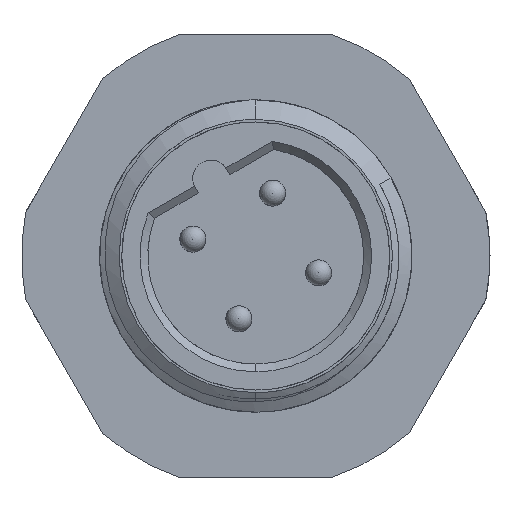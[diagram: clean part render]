
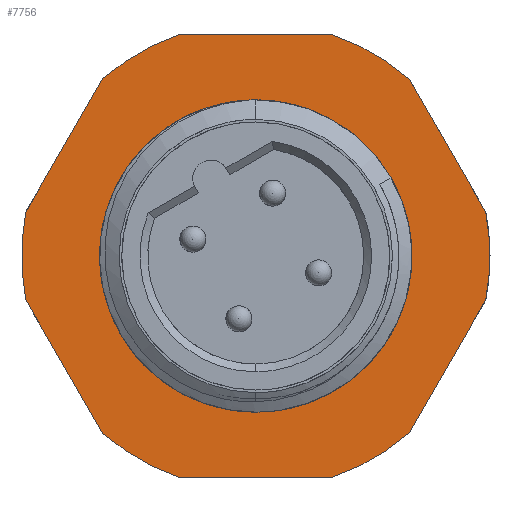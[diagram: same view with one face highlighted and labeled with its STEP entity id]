
A CAD part, front view. The second image highlights one B-rep face of the part: STEP entity #7756.
In plain terms, the highlighted planar face has unit normal (0, -1, 0).
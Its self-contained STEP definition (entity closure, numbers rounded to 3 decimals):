
#13 = ORIENTED_EDGE ( 'NONE', *, *, #10733, .T. ) ;
#279 = DIRECTION ( 'NONE',  ( 0.5, 0., -0.866 ) ) ;
#596 = DIRECTION ( 'NONE',  ( 0., -1., 0. ) ) ;
#601 = CARTESIAN_POINT ( 'NONE',  ( -2.958, 0., -17. ) ) ;
#657 = LINE ( 'NONE', #13878, #2994 ) ;
#697 = ORIENTED_EDGE ( 'NONE', *, *, #9664, .T. ) ;
#698 = CARTESIAN_POINT ( 'NONE',  ( 0., 0., -8.5 ) ) ;
#1006 = CARTESIAN_POINT ( 'NONE',  ( 0., 0., -8.5 ) ) ;
#1045 = CARTESIAN_POINT ( 'NONE',  ( 0., 0., -8.5 ) ) ;
#1176 = AXIS2_PLACEMENT_3D ( 'NONE', #1235, #1306, #13088 ) ;
#1235 = CARTESIAN_POINT ( 'NONE',  ( 0., 0., -8.5 ) ) ;
#1306 = DIRECTION ( 'NONE',  ( 0., 1., 0. ) ) ;
#1406 = LINE ( 'NONE', #13184, #9143 ) ;
#1475 = DIRECTION ( 'NONE',  ( 0., 0., -1. ) ) ;
#1493 = VERTEX_POINT ( 'NONE', #4385 ) ;
#1539 = CARTESIAN_POINT ( 'NONE',  ( 0., 0., -8.5 ) ) ;
#1567 = DIRECTION ( 'NONE',  ( 0., -1., 0. ) ) ;
#1612 = CARTESIAN_POINT ( 'NONE',  ( 2.958, 0., 0. ) ) ;
#1973 = VERTEX_POINT ( 'NONE', #11972 ) ;
#2344 = LINE ( 'NONE', #11126, #8908 ) ;
#2389 = EDGE_CURVE ( 'NONE', #13408, #9624, #14167, .T. ) ;
#2444 = LINE ( 'NONE', #5890, #13984 ) ;
#2618 = CARTESIAN_POINT ( 'NONE',  ( -8.84, 0., -6.812 ) ) ;
#2760 = DIRECTION ( 'NONE',  ( 0., -1., 0. ) ) ;
#2882 = EDGE_LOOP ( 'NONE', ( #11486, #3008, #9132, #13935, #13, #10585, #697, #14103, #7461, #9501, #3817, #10511 ) ) ;
#2994 = VECTOR ( 'NONE', #5197, 1000. ) ;
#3008 = ORIENTED_EDGE ( 'NONE', *, *, #3183, .T. ) ;
#3183 = EDGE_CURVE ( 'NONE', #8986, #3701, #8223, .T. ) ;
#3258 = DIRECTION ( 'NONE',  ( -0.5, 0., 0.866 ) ) ;
#3294 = VERTEX_POINT ( 'NONE', #14072 ) ;
#3429 = DIRECTION ( 'NONE',  ( -1., 0., 0. ) ) ;
#3573 = EDGE_CURVE ( 'NONE', #1493, #6416, #2344, .T. ) ;
#3701 = VERTEX_POINT ( 'NONE', #1612 ) ;
#3717 = AXIS2_PLACEMENT_3D ( 'NONE', #7215, #12676, #8979 ) ;
#3805 = DIRECTION ( 'NONE',  ( 0., 0., -1. ) ) ;
#3817 = ORIENTED_EDGE ( 'NONE', *, *, #3573, .T. ) ;
#3940 = CIRCLE ( 'NONE', #3717, 5.25 ) ;
#3992 = DIRECTION ( 'NONE',  ( 0., -1., 0. ) ) ;
#4185 = FACE_OUTER_BOUND ( 'NONE', #2882, .T. ) ;
#4311 = AXIS2_PLACEMENT_3D ( 'NONE', #698, #1567, #3805 ) ;
#4385 = CARTESIAN_POINT ( 'NONE',  ( 5.882, 0., -15.312 ) ) ;
#4510 = VERTEX_POINT ( 'NONE', #9472 ) ;
#4744 = EDGE_CURVE ( 'NONE', #3701, #13408, #1406, .T. ) ;
#4745 = DIRECTION ( 'NONE',  ( 0., 0., -1. ) ) ;
#4821 = CARTESIAN_POINT ( 'NONE',  ( -5.882, 0., -15.312 ) ) ;
#5197 = DIRECTION ( 'NONE',  ( -0.5, 0., -0.866 ) ) ;
#5582 = DIRECTION ( 'NONE',  ( 0.5, 0., 0.866 ) ) ;
#5586 = DIRECTION ( 'NONE',  ( 0., 0., -1. ) ) ;
#5627 = CARTESIAN_POINT ( 'NONE',  ( 8.84, 0., -6.812 ) ) ;
#5890 = CARTESIAN_POINT ( 'NONE',  ( -8.84, 0., -10.188 ) ) ;
#5952 = AXIS2_PLACEMENT_3D ( 'NONE', #1539, #596, #1475 ) ;
#6038 = ORIENTED_EDGE ( 'NONE', *, *, #12677, .T. ) ;
#6180 = VERTEX_POINT ( 'NONE', #2618 ) ;
#6268 = EDGE_CURVE ( 'NONE', #14082, #10408, #7080, .T. ) ;
#6324 = CARTESIAN_POINT ( 'NONE',  ( 8.84, 0., -6.812 ) ) ;
#6416 = VERTEX_POINT ( 'NONE', #13884 ) ;
#6819 = VERTEX_POINT ( 'NONE', #6324 ) ;
#7032 = CARTESIAN_POINT ( 'NONE',  ( -5.882, 0., -1.688 ) ) ;
#7034 = EDGE_CURVE ( 'NONE', #3294, #1493, #11694, .T. ) ;
#7080 = CIRCLE ( 'NONE', #10545, 9. ) ;
#7215 = CARTESIAN_POINT ( 'NONE',  ( 0., 0., -8.5 ) ) ;
#7375 = CIRCLE ( 'NONE', #1176, 5.25 ) ;
#7461 = ORIENTED_EDGE ( 'NONE', *, *, #7778, .T. ) ;
#7706 = LINE ( 'NONE', #5627, #9205 ) ;
#7756 = ADVANCED_FACE ( 'NONE', ( #4185, #10863 ), #8708, .T. ) ;
#7778 = EDGE_CURVE ( 'NONE', #10408, #3294, #9781, .T. ) ;
#7979 = AXIS2_PLACEMENT_3D ( 'NONE', #13755, #3992, #11403 ) ;
#8045 = CIRCLE ( 'NONE', #8966, 9. ) ;
#8223 = CIRCLE ( 'NONE', #4311, 9. ) ;
#8245 = AXIS2_PLACEMENT_3D ( 'NONE', #13498, #9272, #4745 ) ;
#8447 = CARTESIAN_POINT ( 'NONE',  ( 0., 0., -3.25 ) ) ;
#8708 = PLANE ( 'NONE',  #13747 ) ;
#8750 = DIRECTION ( 'NONE',  ( 0., -1., 0. ) ) ;
#8908 = VECTOR ( 'NONE', #5582, 1000. ) ;
#8966 = AXIS2_PLACEMENT_3D ( 'NONE', #1045, #8750, #5586 ) ;
#8979 = DIRECTION ( 'NONE',  ( 0., 0., -1. ) ) ;
#8986 = VERTEX_POINT ( 'NONE', #11617 ) ;
#9006 = EDGE_CURVE ( 'NONE', #6180, #4510, #12154, .T. ) ;
#9132 = ORIENTED_EDGE ( 'NONE', *, *, #4744, .T. ) ;
#9143 = VECTOR ( 'NONE', #3429, 1000. ) ;
#9181 = VECTOR ( 'NONE', #13943, 1000. ) ;
#9205 = VECTOR ( 'NONE', #3258, 1000. ) ;
#9219 = VERTEX_POINT ( 'NONE', #8447 ) ;
#9272 = DIRECTION ( 'NONE',  ( 0., -1., 0. ) ) ;
#9472 = CARTESIAN_POINT ( 'NONE',  ( -8.84, 0., -10.188 ) ) ;
#9501 = ORIENTED_EDGE ( 'NONE', *, *, #7034, .T. ) ;
#9571 = DIRECTION ( 'NONE',  ( 0., 0., -1. ) ) ;
#9624 = VERTEX_POINT ( 'NONE', #7032 ) ;
#9664 = EDGE_CURVE ( 'NONE', #4510, #14082, #2444, .T. ) ;
#9715 = DIRECTION ( 'NONE',  ( 0., -1., 0. ) ) ;
#9781 = LINE ( 'NONE', #10658, #9181 ) ;
#10126 = CARTESIAN_POINT ( 'NONE',  ( -2.958, 0., 0. ) ) ;
#10317 = DIRECTION ( 'NONE',  ( 0., 0., -1. ) ) ;
#10319 = EDGE_CURVE ( 'NONE', #6416, #6819, #8045, .T. ) ;
#10408 = VERTEX_POINT ( 'NONE', #601 ) ;
#10511 = ORIENTED_EDGE ( 'NONE', *, *, #10319, .T. ) ;
#10545 = AXIS2_PLACEMENT_3D ( 'NONE', #11608, #2760, #10317 ) ;
#10585 = ORIENTED_EDGE ( 'NONE', *, *, #9006, .T. ) ;
#10658 = CARTESIAN_POINT ( 'NONE',  ( 0., 0., -17. ) ) ;
#10733 = EDGE_CURVE ( 'NONE', #9624, #6180, #657, .T. ) ;
#10863 = FACE_BOUND ( 'NONE', #11857, .T. ) ;
#11126 = CARTESIAN_POINT ( 'NONE',  ( 5.882, 0., -15.312 ) ) ;
#11403 = DIRECTION ( 'NONE',  ( 0., 0., -1. ) ) ;
#11486 = ORIENTED_EDGE ( 'NONE', *, *, #12493, .T. ) ;
#11608 = CARTESIAN_POINT ( 'NONE',  ( 0., 0., -8.5 ) ) ;
#11617 = CARTESIAN_POINT ( 'NONE',  ( 5.882, 0., -1.688 ) ) ;
#11694 = CIRCLE ( 'NONE', #8245, 9. ) ;
#11857 = EDGE_LOOP ( 'NONE', ( #13069, #6038 ) ) ;
#11972 = CARTESIAN_POINT ( 'NONE',  ( 0., 0., -13.75 ) ) ;
#12154 = CIRCLE ( 'NONE', #5952, 9. ) ;
#12493 = EDGE_CURVE ( 'NONE', #6819, #8986, #7706, .T. ) ;
#12677 = EDGE_CURVE ( 'NONE', #9219, #1973, #7375, .T. ) ;
#12676 = DIRECTION ( 'NONE',  ( 0., 1., 0. ) ) ;
#13069 = ORIENTED_EDGE ( 'NONE', *, *, #13367, .T. ) ;
#13088 = DIRECTION ( 'NONE',  ( 0., 0., -1. ) ) ;
#13184 = CARTESIAN_POINT ( 'NONE',  ( 0., 0., 0. ) ) ;
#13367 = EDGE_CURVE ( 'NONE', #1973, #9219, #3940, .T. ) ;
#13408 = VERTEX_POINT ( 'NONE', #10126 ) ;
#13498 = CARTESIAN_POINT ( 'NONE',  ( 0., 0., -8.5 ) ) ;
#13747 = AXIS2_PLACEMENT_3D ( 'NONE', #1006, #9715, #9571 ) ;
#13755 = CARTESIAN_POINT ( 'NONE',  ( 0., 0., -8.5 ) ) ;
#13878 = CARTESIAN_POINT ( 'NONE',  ( -5.882, 0., -1.688 ) ) ;
#13884 = CARTESIAN_POINT ( 'NONE',  ( 8.84, 0., -10.188 ) ) ;
#13935 = ORIENTED_EDGE ( 'NONE', *, *, #2389, .T. ) ;
#13943 = DIRECTION ( 'NONE',  ( 1., 0., 0. ) ) ;
#13984 = VECTOR ( 'NONE', #279, 1000. ) ;
#14072 = CARTESIAN_POINT ( 'NONE',  ( 2.958, 0., -17. ) ) ;
#14082 = VERTEX_POINT ( 'NONE', #4821 ) ;
#14103 = ORIENTED_EDGE ( 'NONE', *, *, #6268, .T. ) ;
#14167 = CIRCLE ( 'NONE', #7979, 9. ) ;
